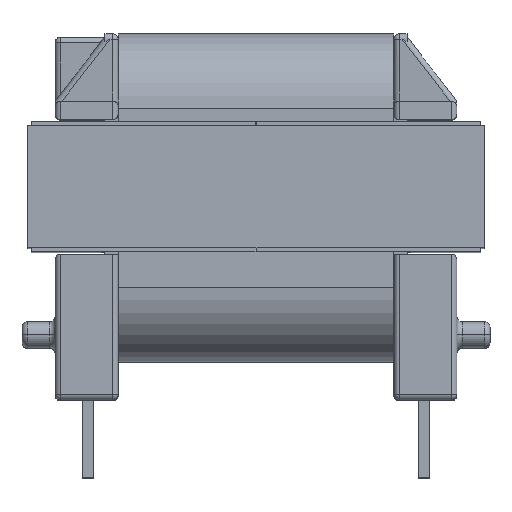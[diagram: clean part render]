
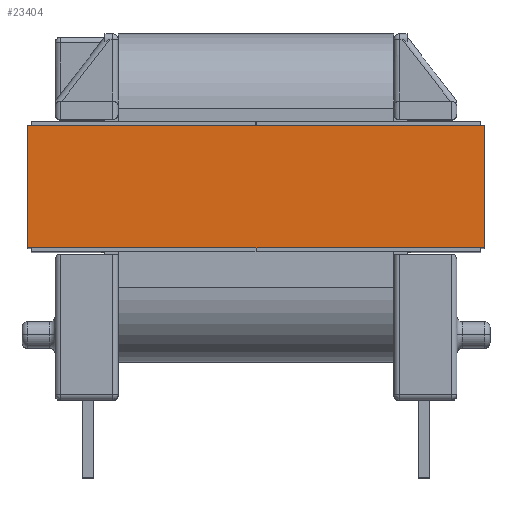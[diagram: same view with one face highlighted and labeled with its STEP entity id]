
A CAD part, top view. The second image highlights one B-rep face of the part: STEP entity #23404.
In plain terms, the highlighted planar face has unit normal (0, 0, 1).
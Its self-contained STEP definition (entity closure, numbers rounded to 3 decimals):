
#5239 = CARTESIAN_POINT ( 'NONE',  ( -0.64, 12.44, -0.945 ) ) ;
#7194 = EDGE_CURVE ( 'NONE', #40204, #28569, #41176, .T. ) ;
#8102 = DIRECTION ( 'NONE',  ( 0., 1., 0. ) ) ;
#9311 = CARTESIAN_POINT ( 'NONE',  ( -0.64, 6.9, -0.945 ) ) ;
#9522 = FACE_OUTER_BOUND ( 'NONE', #14180, .T. ) ;
#11343 = ORIENTED_EDGE ( 'NONE', *, *, #23317, .F. ) ;
#11561 = DIRECTION ( 'NONE',  ( 1., 0., 0. ) ) ;
#12458 = EDGE_CURVE ( 'NONE', #28569, #32915, #20109, .T. ) ;
#14180 = EDGE_LOOP ( 'NONE', ( #20553, #11343, #32399, #16224 ) ) ;
#16134 = CARTESIAN_POINT ( 'NONE',  ( -0.64, 6.9, -0.945 ) ) ;
#16220 = VECTOR ( 'NONE', #11561, 1000. ) ;
#16224 = ORIENTED_EDGE ( 'NONE', *, *, #12458, .T. ) ;
#17757 = AXIS2_PLACEMENT_3D ( 'NONE', #18864, #42149, #22202 ) ;
#17847 = VECTOR ( 'NONE', #8102, 1000. ) ;
#18858 = VERTEX_POINT ( 'NONE', #36317 ) ;
#18864 = CARTESIAN_POINT ( 'NONE',  ( -0.64, 6.9, -0.945 ) ) ;
#20109 = LINE ( 'NONE', #9311, #37779 ) ;
#20553 = ORIENTED_EDGE ( 'NONE', *, *, #28297, .F. ) ;
#22202 = DIRECTION ( 'NONE',  ( 0., -1., 0. ) ) ;
#23317 = EDGE_CURVE ( 'NONE', #40204, #18858, #35559, .T. ) ;
#23404 = ADVANCED_FACE ( 'NONE', ( #9522 ), #25381, .T. ) ;
#23458 = VECTOR ( 'NONE', #29249, 1000. ) ;
#25381 = PLANE ( 'NONE',  #17757 ) ;
#26071 = CARTESIAN_POINT ( 'NONE',  ( -0.64, 6.9, -0.945 ) ) ;
#26123 = CARTESIAN_POINT ( 'NONE',  ( -21.36, 6.9, -0.945 ) ) ;
#28297 = EDGE_CURVE ( 'NONE', #18858, #32915, #41732, .T. ) ;
#28305 = CARTESIAN_POINT ( 'NONE',  ( -0.64, 12.44, -0.945 ) ) ;
#28569 = VERTEX_POINT ( 'NONE', #26071 ) ;
#29249 = DIRECTION ( 'NONE',  ( 1., 0., 0. ) ) ;
#31080 = CARTESIAN_POINT ( 'NONE',  ( -21.36, 6.9, -0.945 ) ) ;
#32399 = ORIENTED_EDGE ( 'NONE', *, *, #7194, .T. ) ;
#32593 = DIRECTION ( 'NONE',  ( 0., 1., 0. ) ) ;
#32915 = VERTEX_POINT ( 'NONE', #5239 ) ;
#35559 = LINE ( 'NONE', #31080, #17847 ) ;
#36317 = CARTESIAN_POINT ( 'NONE',  ( -21.36, 12.44, -0.945 ) ) ;
#37779 = VECTOR ( 'NONE', #32593, 1000. ) ;
#40204 = VERTEX_POINT ( 'NONE', #26123 ) ;
#41176 = LINE ( 'NONE', #16134, #23458 ) ;
#41732 = LINE ( 'NONE', #28305, #16220 ) ;
#42149 = DIRECTION ( 'NONE',  ( 0., 0., 1. ) ) ;
